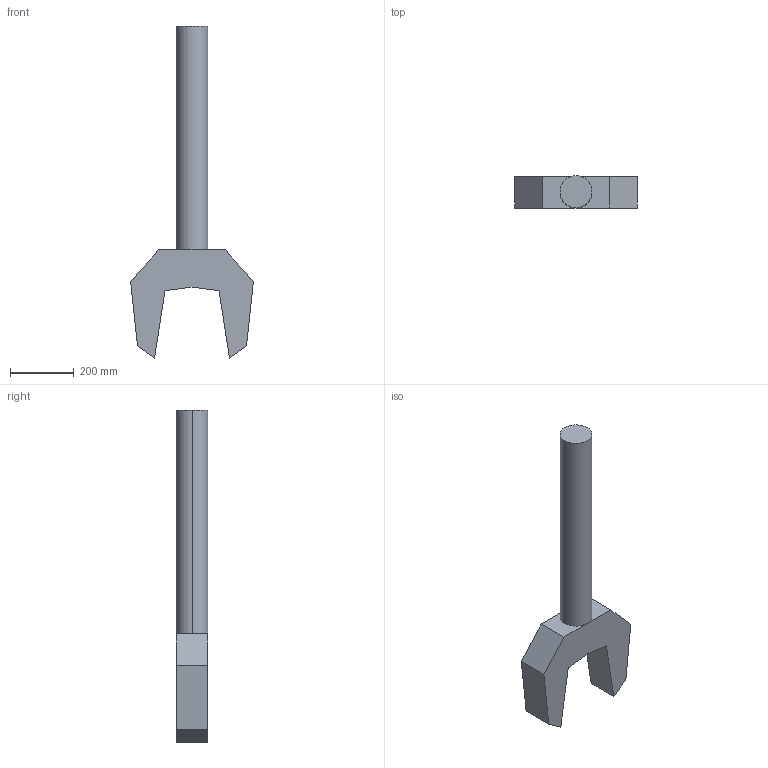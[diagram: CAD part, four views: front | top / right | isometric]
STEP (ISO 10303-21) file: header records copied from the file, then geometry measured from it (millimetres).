
FILE_DESCRIPTION (( 'STEP AP203' ), '1' );
FILE_NAME ('ELO 03 SCARA_Valor predeterminado_sldprt.STEP', '2021-03-14T20:34:42', ( '' ), ( '' ), 'SwSTEP 2.0', 'SolidWorks 2018', '' );
FILE_SCHEMA (( 'CONFIG_CONTROL_DESIGN' ));
Length unit declared in the file: millimetre
Products named in the file (1): ELO 03 SCARA_Valor predeterminado_sldprt
Bounding box: 384.15 x 100 x 1038.21 mm (x, y, z)
Volume: 12492806.7 mm3; surface area: 520352.9 mm2
Topology: 1 solids, 1 shells, 17 faces, 43 edges, 28 vertices
Faces by surface type: plane 15, cylinder 2
Entity records: 584 total; most frequent: CARTESIAN_POINT 89, ORIENTED_EDGE 86, DIRECTION 85, EDGE_CURVE 43, VECTOR 37, LINE 37, VERTEX_POINT 28, AXIS2_PLACEMENT_3D 24
